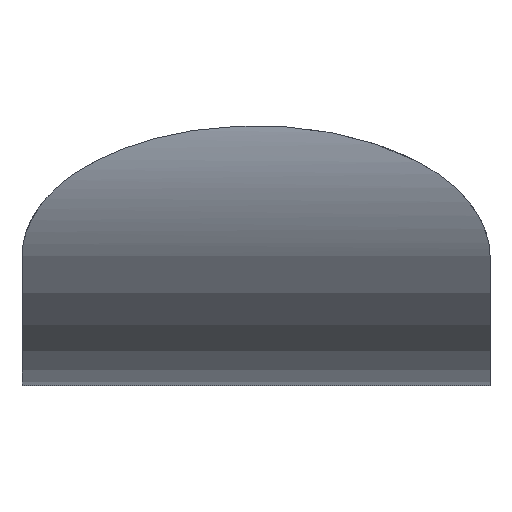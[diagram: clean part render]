
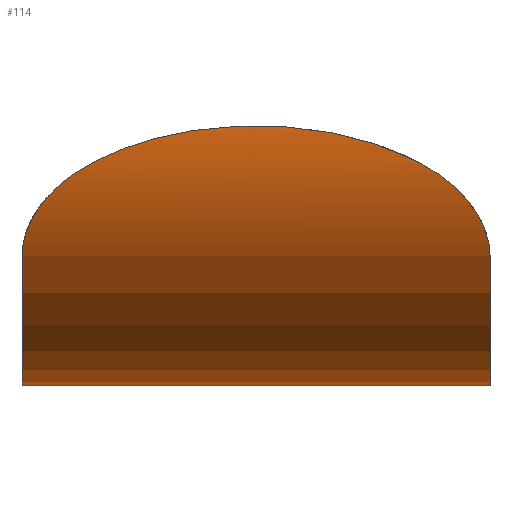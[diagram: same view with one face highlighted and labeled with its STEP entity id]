
A CAD part, top view. The second image highlights one B-rep face of the part: STEP entity #114.
In plain terms, the highlighted cylindrical face has radius 2.39 mm (diameter 4.78 mm), a partial arc.
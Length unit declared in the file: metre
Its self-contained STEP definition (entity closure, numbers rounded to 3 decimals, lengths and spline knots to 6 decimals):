
#20=CYLINDRICAL_SURFACE('',#166,0.00239);
#22=B_SPLINE_CURVE_WITH_KNOTS('',3,(#220,#221,#222,#223,#224,#225,#226,
#227,#228),.UNSPECIFIED.,.F.,.F.,(4,1,1,1,1,1,4),(0.,0.000644,
0.001288,0.002576,0.003864,0.004509,
0.005153),.UNSPECIFIED.);
#26=CIRCLE('',#160,0.00239);
#27=CIRCLE('',#163,0.00239);
#48=ORIENTED_EDGE('',*,*,#60,.F.);
#49=ORIENTED_EDGE('',*,*,#62,.F.);
#50=ORIENTED_EDGE('',*,*,#53,.F.);
#51=ORIENTED_EDGE('',*,*,#57,.F.);
#53=EDGE_CURVE('',#64,#66,#26,.F.);
#57=EDGE_CURVE('',#68,#64,#22,.T.);
#60=EDGE_CURVE('',#70,#68,#27,.F.);
#62=EDGE_CURVE('',#66,#70,#78,.F.);
#64=VERTEX_POINT('',#196);
#66=VERTEX_POINT('',#199);
#68=VERTEX_POINT('',#218);
#70=VERTEX_POINT('',#232);
#78=LINE('',#237,#86);
#86=VECTOR('',#187,1.);
#93=EDGE_LOOP('',(#48,#49,#50,#51));
#99=FACE_BOUND('',#93,.T.);
#114=ADVANCED_FACE('',(#99),#20,.T.);
#160=AXIS2_PLACEMENT_3D('',#198,#172,#173);
#163=AXIS2_PLACEMENT_3D('',#234,#182,#183);
#166=AXIS2_PLACEMENT_3D('',#240,#191,#192);
#172=DIRECTION('',(-1.,0.,0.));
#173=DIRECTION('',(0.,0.,1.));
#182=DIRECTION('',(1.,0.,0.));
#183=DIRECTION('',(0.,0.,-1.));
#187=DIRECTION('',(1.,0.,0.));
#191=DIRECTION('',(-1.,0.,0.));
#192=DIRECTION('',(0.,0.,1.));
#196=CARTESIAN_POINT('',(0.005777,-0.035834,0.004033));
#198=CARTESIAN_POINT('',(0.005777,-0.034561,0.00201));
#199=CARTESIAN_POINT('',(0.005777,-0.036951,0.00201));
#218=CARTESIAN_POINT('',(0.001743,-0.035834,0.004033));
#220=CARTESIAN_POINT('',(0.001743,-0.035834,0.004033));
#221=CARTESIAN_POINT('',(0.001743,-0.03565,0.004149));
#222=CARTESIAN_POINT('',(0.001937,-0.035266,0.004311));
#223=CARTESIAN_POINT('',(0.002691,-0.03482,0.004395));
#224=CARTESIAN_POINT('',(0.003761,-0.034648,0.004395));
#225=CARTESIAN_POINT('',(0.004832,-0.034821,0.004395));
#226=CARTESIAN_POINT('',(0.005583,-0.035266,0.004311));
#227=CARTESIAN_POINT('',(0.005777,-0.03565,0.004149));
#228=CARTESIAN_POINT('',(0.005777,-0.035834,0.004033));
#232=CARTESIAN_POINT('',(0.001743,-0.036951,0.00201));
#234=CARTESIAN_POINT('',(0.001743,-0.034561,0.00201));
#237=CARTESIAN_POINT('',(0.001743,-0.036951,0.00201));
#240=CARTESIAN_POINT('',(0.019917,-0.034561,0.00201));
